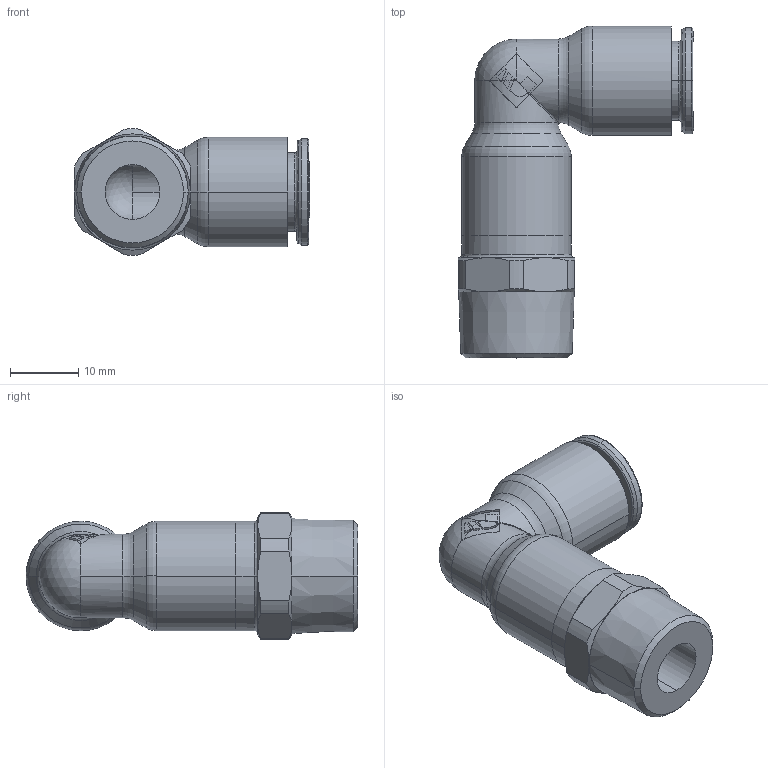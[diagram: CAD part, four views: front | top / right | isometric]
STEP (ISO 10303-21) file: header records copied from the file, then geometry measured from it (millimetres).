
FILE_DESCRIPTION(('STEP AP214'),'1');
FILE_NAME('6809_10_17.stp','2016-07-07T14:43:26',('TraceParts'),('TraceParts S.A.'),'Spatial InterOp 3D',' ',' ');
FILE_SCHEMA(('automotive_design'));
Length unit declared in the file: millimetre
Products named in the file (8): 6809 10 17|44110-19_ASM_1289#44110-19_ASM|44110-32_1285#44110-32;Solide1; 6809 10 17|44110-19_ASM_1289#44110-19_ASM|44110_1286#44110;Solide1; 6809 10 17|44110-19_ASM_1289#44110-19_ASM|44110-30_1287#44110-30;Solide1; 6809 10 17|44110-19_ASM_1289#44110-19_ASM|44110-40_1288#44110-40;Solide1; 6809 10 17|44520-02_1284#44520-02;Solide1; 6809 10 17|44320-17-69_1290#44320-17-69;Solide1; 6809 10 17|44110-11-10-ASM_1291#44110-11-10-ASM;Solide1; 6809 10 17|44110-11-10-ASM_1292#44110-11-10-ASM;Solide1
Bounding box: 34.4 x 48.5 x 18.49 mm (x, y, z)
Volume: 7683 mm3; surface area: 9289.5 mm2
Topology: 8 solids, 8 shells, 822 faces, 2088 edges, 1309 vertices
Faces by surface type: plane 308, cylinder 160, torus 129, cone 120, bspline 97, sphere 8
Entity records: 36479 total; most frequent: CARTESIAN_POINT 10043, ORIENTED_EDGE 4176, DIRECTION 4097, EDGE_CURVE 2088, AXIS2_PLACEMENT_3D 1527, VERTEX_POINT 1309, LINE 1043, VECTOR 1043
